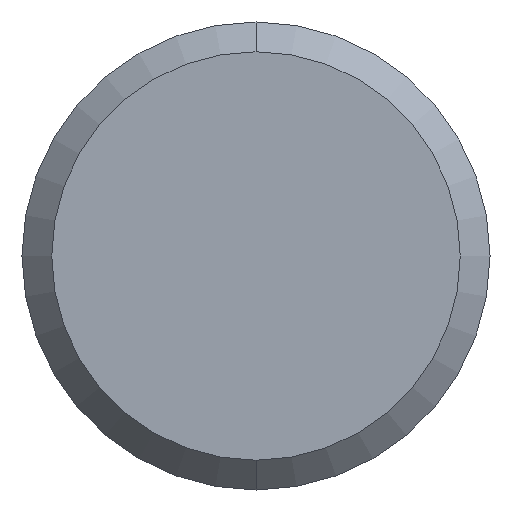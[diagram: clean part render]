
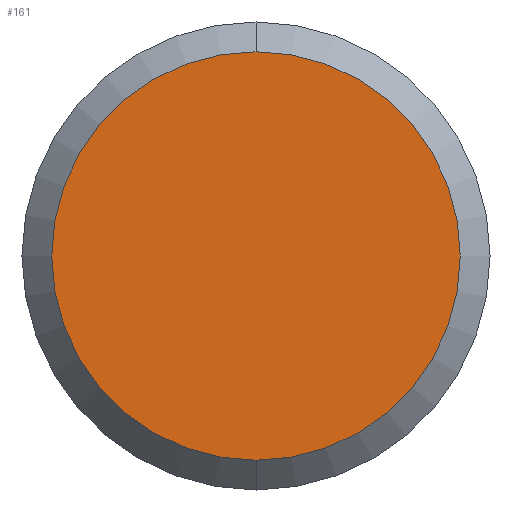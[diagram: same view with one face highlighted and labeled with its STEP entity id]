
A CAD part, front view. The second image highlights one B-rep face of the part: STEP entity #161.
In plain terms, the highlighted planar face has unit normal (0, -1, 0).
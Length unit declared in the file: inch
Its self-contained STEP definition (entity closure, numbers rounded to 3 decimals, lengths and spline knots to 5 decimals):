
#13 = ORIENTED_EDGE ( 'NONE', *, *, #243, .T. ) ;
#36 = DIRECTION ( 'NONE',  ( 0., -1., 0. ) ) ;
#61 = CARTESIAN_POINT ( 'NONE',  ( 0., 0., 0.13733 ) ) ;
#62 = EDGE_CURVE ( 'NONE', #100, #152, #76, .T. ) ;
#68 = FACE_OUTER_BOUND ( 'NONE', #196, .T. ) ;
#76 = CIRCLE ( 'NONE', #213, 0.13733 ) ;
#83 = CARTESIAN_POINT ( 'NONE',  ( 0., 0., 0. ) ) ;
#96 = DIRECTION ( 'NONE',  ( 0., 0., 1. ) ) ;
#100 = VERTEX_POINT ( 'NONE', #61 ) ;
#109 = DIRECTION ( 'NONE',  ( 0., 1., 0. ) ) ;
#126 = DIRECTION ( 'NONE',  ( 0., -1., 0. ) ) ;
#137 = AXIS2_PLACEMENT_3D ( 'NONE', #83, #36, #188 ) ;
#138 = CARTESIAN_POINT ( 'NONE',  ( 0., 0., -0.13733 ) ) ;
#142 = AXIS2_PLACEMENT_3D ( 'NONE', #193, #109, #207 ) ;
#152 = VERTEX_POINT ( 'NONE', #138 ) ;
#161 = ADVANCED_FACE ( 'NONE', ( #68 ), #206, .F. ) ;
#173 = ORIENTED_EDGE ( 'NONE', *, *, #62, .T. ) ;
#178 = CARTESIAN_POINT ( 'NONE',  ( 0., 0., 0. ) ) ;
#188 = DIRECTION ( 'NONE',  ( 0., 0., 1. ) ) ;
#193 = CARTESIAN_POINT ( 'NONE',  ( 0., 0., 0. ) ) ;
#196 = EDGE_LOOP ( 'NONE', ( #173, #13 ) ) ;
#206 = PLANE ( 'NONE',  #142 ) ;
#207 = DIRECTION ( 'NONE',  ( 0., 0., 1. ) ) ;
#213 = AXIS2_PLACEMENT_3D ( 'NONE', #178, #126, #96 ) ;
#243 = EDGE_CURVE ( 'NONE', #152, #100, #267, .T. ) ;
#267 = CIRCLE ( 'NONE', #137, 0.13733 ) ;
